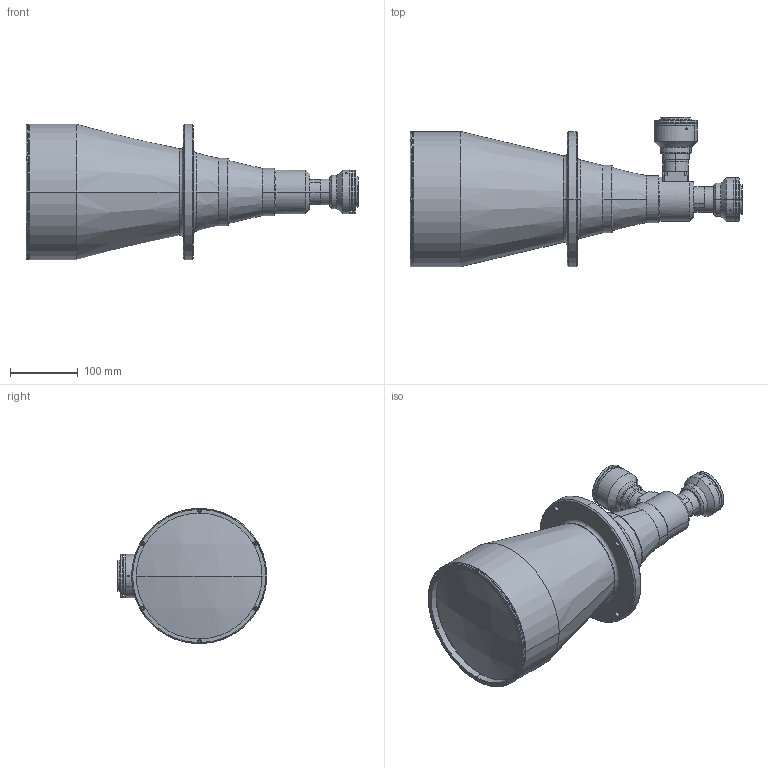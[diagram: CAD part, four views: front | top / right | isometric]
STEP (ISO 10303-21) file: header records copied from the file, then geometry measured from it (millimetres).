
FILE_DESCRIPTION (( 'STEP AP214' ), '1' );
FILE_NAME ('TCDP2MF4MF144.STEP', '2015-10-15T08:35:01', ( '' ), ( '' ), 'SwSTEP 2.0', 'SolidWorks 2013', '' );
FILE_SCHEMA (( 'AUTOMOTIVE_DESIGN' ));
Length unit declared in the file: millimetre
Products named in the file (1): TCDP2MF4MF144
Bounding box: 490.69 x 221.15 x 200 mm (x, y, z)
Surface area: 326912.4 mm2 (no closed solid volume)
Topology: 0 solids, 26 shells, 352 faces, 1063 edges, 732 vertices
Faces by surface type: cylinder 153, plane 121, cone 46, torus 28, sphere 4
Entity records: 16579 total; most frequent: CARTESIAN_POINT 2840, DIRECTION 2231, ORIENTED_EDGE 1778, EDGE_CURVE 1063, AXIS2_PLACEMENT_3D 873, VERTEX_POINT 732, CIRCLE 520, LINE 485
